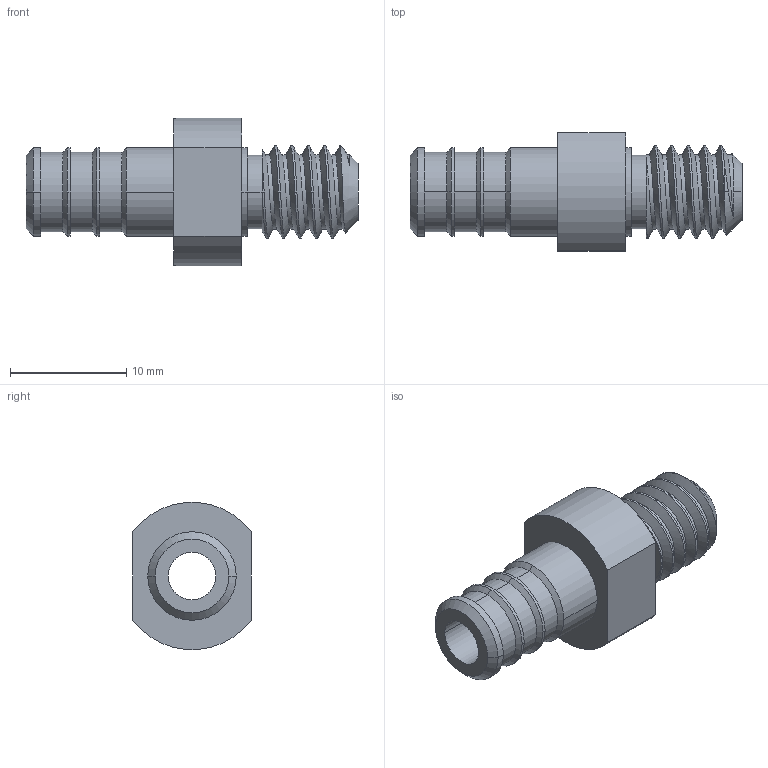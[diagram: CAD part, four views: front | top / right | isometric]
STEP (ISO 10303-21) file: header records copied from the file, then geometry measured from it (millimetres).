
FILE_DESCRIPTION (( 'STEP AP203' ), '1' );
FILE_NAME ('Barbed Fittings.STEP', '2021-10-25T17:39:17', ( '' ), ( '' ), 'SwSTEP 2.0', 'SolidWorks 2020', '' );
FILE_SCHEMA (( 'CONFIG_CONTROL_DESIGN' ));
Length unit declared in the file: inch
Products named in the file (1): Barbed Fittings
Bounding box: 28.57 x 10.16 x 12.65 mm (x, y, z)
Volume: 1185.5 mm3; surface area: 1431.7 mm2
Topology: 1 solids, 1 shells, 58 faces, 138 edges, 89 vertices
Faces by surface type: cylinder 33, cone 11, plane 11, bspline 3
Entity records: 2796 total; most frequent: CARTESIAN_POINT 1411, ORIENTED_EDGE 276, DIRECTION 275, EDGE_CURVE 138, AXIS2_PLACEMENT_3D 113, VERTEX_POINT 89, EDGE_LOOP 67, FACE_OUTER_BOUND 58
